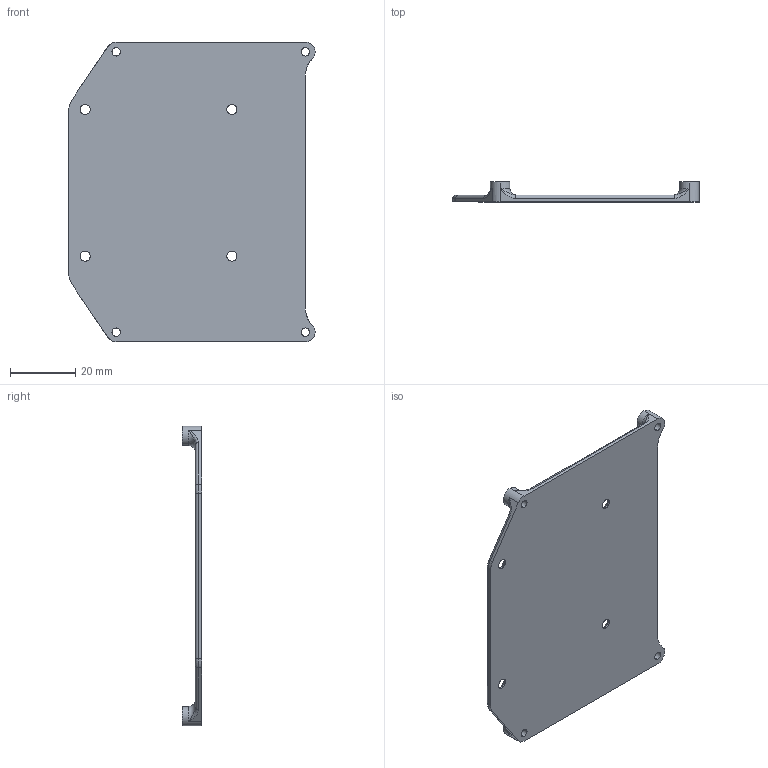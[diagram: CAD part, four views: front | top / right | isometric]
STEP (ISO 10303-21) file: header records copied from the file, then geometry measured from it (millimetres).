
FILE_DESCRIPTION (( 'STEP AP214' ), '1' );
FILE_NAME ('Piastra FDM superiore.STEP', '2023-06-07T08:00:30', ( '' ), ( '' ), 'SwSTEP 2.0', 'SolidWorks 2020', '' );
FILE_SCHEMA (( 'AUTOMOTIVE_DESIGN' ));
Length unit declared in the file: millimetre
Products named in the file (1): Piastra FDM superiore
Bounding box: 75.5 x 6 x 92 mm (x, y, z)
Volume: 13102.8 mm3; surface area: 13844.9 mm2
Topology: 1 solids, 1 shells, 73 faces, 184 edges, 105 vertices
Faces by surface type: cylinder 34, plane 12, torus 11, cone 8, bspline 8
Entity records: 2614 total; most frequent: CARTESIAN_POINT 843, DIRECTION 384, ORIENTED_EDGE 352, EDGE_CURVE 176, AXIS2_PLACEMENT_3D 160, VERTEX_POINT 105, CIRCLE 94, EDGE_LOOP 89
